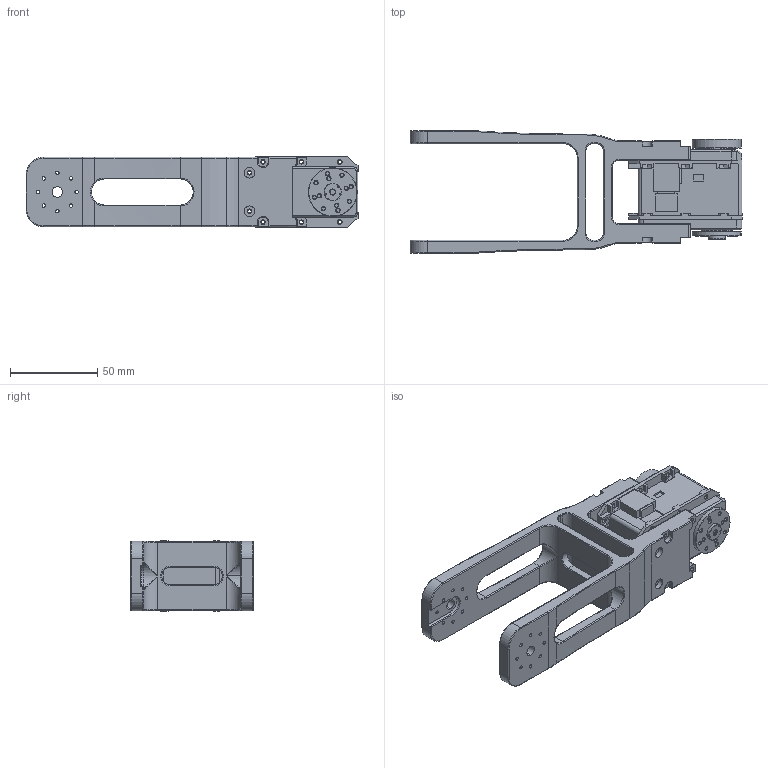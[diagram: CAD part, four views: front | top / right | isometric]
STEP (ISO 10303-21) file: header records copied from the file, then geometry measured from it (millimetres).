
FILE_DESCRIPTION (( 'STEP AP203' ), '1' );
FILE_NAME ('knee_left_Default_sldprt.STEP', '2019-03-01T10:00:18', ( '' ), ( '' ), 'SwSTEP 2.0', 'SolidWorks 2018', '' );
FILE_SCHEMA (( 'CONFIG_CONTROL_DESIGN' ));
Length unit declared in the file: millimetre
Products named in the file (1): knee_left_Default_sldprt
Bounding box: 190.6 x 70.5 x 40.2 mm (x, y, z)
Volume: 181357.3 mm3; surface area: 59116.9 mm2
Topology: 6 solids, 6 shells, 980 faces, 2519 edges, 1550 vertices
Faces by surface type: cylinder 414, plane 343, torus 100, cone 91, bspline 32
Entity records: 32137 total; most frequent: CARTESIAN_POINT 7751, DIRECTION 5245, ORIENTED_EDGE 5006, EDGE_CURVE 2503, AXIS2_PLACEMENT_3D 1959, VERTEX_POINT 1550, LINE 1327, VECTOR 1327
